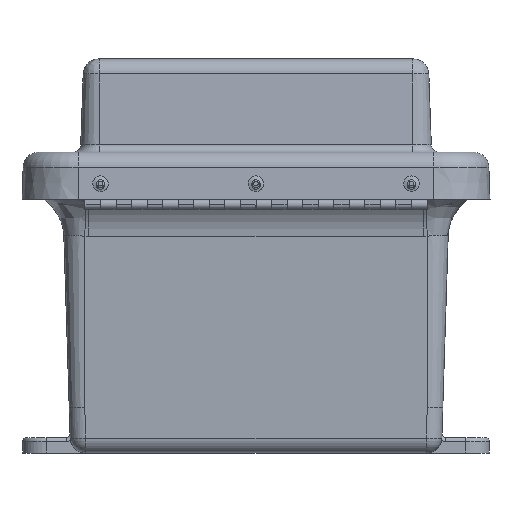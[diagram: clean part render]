
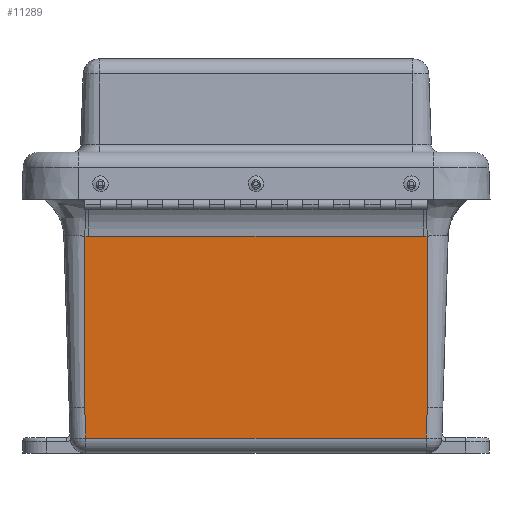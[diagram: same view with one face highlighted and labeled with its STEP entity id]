
A CAD part, left-side view. The second image highlights one B-rep face of the part: STEP entity #11289.
In plain terms, the highlighted face is planar.
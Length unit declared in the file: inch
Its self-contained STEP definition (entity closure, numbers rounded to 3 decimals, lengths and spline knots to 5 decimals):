
#401=LINE($,#18552,#1236);
#409=LINE($,#18589,#1244);
#411=LINE($,#18596,#1246);
#445=LINE($,#19078,#1280);
#448=LINE($,#19364,#1283);
#450=LINE($,#19367,#1285);
#1236=VECTOR($,#13922,0.48794);
#1244=VECTOR($,#13952,0.48794);
#1246=VECTOR($,#13962,5.47647);
#1280=VECTOR($,#14160,5.3775);
#1283=VECTOR($,#14189,2.75809);
#1285=VECTOR($,#14193,2.75809);
#2058=PLANE($,#12218);
#3054=FACE_OUTER_BOUND($,#3764,.T.);
#3764=EDGE_LOOP($,(#8589,#8590,#8591,#8592,#8593,#8594,#8595,#8596));
#4638=CIRCLE($,#12200,1.67493);
#4644=CIRCLE($,#12208,1.67494);
#5316=VERTEX_POINT($,#18548);
#5318=VERTEX_POINT($,#18551);
#5328=VERTEX_POINT($,#18583);
#5330=VERTEX_POINT($,#18587);
#5377=VERTEX_POINT($,#18910);
#5381=VERTEX_POINT($,#19029);
#5385=VERTEX_POINT($,#19074);
#5389=VERTEX_POINT($,#19109);
#6496=EDGE_CURVE($,#5316,#5318,#401,.T.);
#6512=EDGE_CURVE($,#5330,#5328,#409,.T.);
#6516=EDGE_CURVE($,#5328,#5316,#411,.T.);
#6605=EDGE_CURVE($,#5377,#5381,#4638,.T.);
#6611=EDGE_CURVE($,#5381,#5385,#445,.T.);
#6617=EDGE_CURVE($,#5385,#5389,#4644,.T.);
#6631=EDGE_CURVE($,#5389,#5330,#448,.T.);
#6633=EDGE_CURVE($,#5377,#5318,#450,.T.);
#8589=ORIENTED_EDGE($,*,*,#6617,.F.);
#8590=ORIENTED_EDGE($,*,*,#6611,.F.);
#8591=ORIENTED_EDGE($,*,*,#6605,.F.);
#8592=ORIENTED_EDGE($,*,*,#6633,.T.);
#8593=ORIENTED_EDGE($,*,*,#6496,.F.);
#8594=ORIENTED_EDGE($,*,*,#6516,.F.);
#8595=ORIENTED_EDGE($,*,*,#6512,.F.);
#8596=ORIENTED_EDGE($,*,*,#6631,.F.);
#11289=ADVANCED_FACE($,(#3054),#2058,.T.);
#12200=AXIS2_PLACEMENT_3D($,#19038,#14149,#14150);
#12208=AXIS2_PLACEMENT_3D($,#19118,#14169,#14170);
#12218=AXIS2_PLACEMENT_3D($,#19366,#14191,#14192);
#13922=DIRECTION($,(-0.031,0.031,-0.999));
#13952=DIRECTION($,(-0.031,-0.031,0.999));
#13962=DIRECTION($,(-1.,0.,0.));
#14149=DIRECTION('center_axis',(0.,1.,
0.031));
#14150=DIRECTION('ref_axis',(0.,-0.031,1.));
#14160=DIRECTION($,(1.,0.,0.));
#14169=DIRECTION('center_axis',(0.,1.,
0.031));
#14170=DIRECTION('ref_axis',(0.039,-0.031,0.999));
#14189=DIRECTION($,(0.,-0.031,1.));
#14191=DIRECTION('center_axis',(0.,1.,0.031));
#14192=DIRECTION('ref_axis',(-1.,0.,0.));
#14193=DIRECTION($,(0.,-0.031,1.));
#18548=CARTESIAN_POINT('',(-2.73824,2.98011,4.38285));
#18551=CARTESIAN_POINT('',(-2.75355,2.99543,3.89539));
#18552=CARTESIAN_POINT($,(-2.73824,2.98011,4.38285));
#18583=CARTESIAN_POINT('',(2.73824,2.98011,4.38285));
#18587=CARTESIAN_POINT('',(2.75355,2.99543,3.89539));
#18589=CARTESIAN_POINT($,(2.75355,2.99543,3.89539));
#18596=CARTESIAN_POINT($,(2.73824,2.98011,4.38285));
#18910=CARTESIAN_POINT('',(-2.75355,3.08204,1.13866));
#19029=CARTESIAN_POINT('',(-2.68875,3.082,1.13991));
#19038=CARTESIAN_POINT('Origin',(-2.68881,3.13459,-0.5342));
#19074=CARTESIAN_POINT('',(2.68875,3.082,1.13991));
#19078=CARTESIAN_POINT($,(-2.68875,3.082,1.13991));
#19109=CARTESIAN_POINT('',(2.75355,3.08204,1.13866));
#19118=CARTESIAN_POINT('Origin',(2.68881,3.13459,-0.53421));
#19364=CARTESIAN_POINT($,(2.75355,3.08204,1.13866));
#19366=CARTESIAN_POINT('Origin',(-2.75355,3.11769,0.00391));
#19367=CARTESIAN_POINT($,(-2.75355,3.08204,1.13866));
